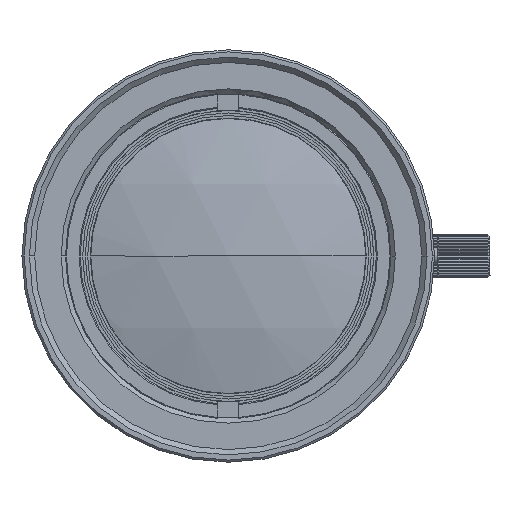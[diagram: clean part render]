
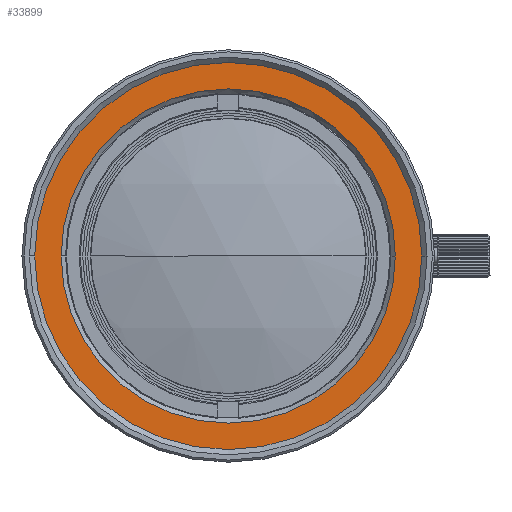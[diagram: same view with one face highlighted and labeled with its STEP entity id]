
A CAD part, left-side view. The second image highlights one B-rep face of the part: STEP entity #33899.
In plain terms, the highlighted planar face has unit normal (-1, 0, 0).
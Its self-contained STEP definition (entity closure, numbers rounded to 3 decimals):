
#2567 = EDGE_LOOP ( 'NONE', ( #55095, #4676 ) ) ;
#4213 = DIRECTION ( 'NONE',  ( 1., 0., 0. ) ) ;
#4676 = ORIENTED_EDGE ( 'NONE', *, *, #76448, .T. ) ;
#5268 = CARTESIAN_POINT ( 'NONE',  ( -29.309, -15.8, 0. ) ) ;
#5381 = AXIS2_PLACEMENT_3D ( 'NONE', #24959, #39849, #83698 ) ;
#5789 = DIRECTION ( 'NONE',  ( 1., 0., 0. ) ) ;
#10065 = AXIS2_PLACEMENT_3D ( 'NONE', #18521, #17116, #26183 ) ;
#12257 = VERTEX_POINT ( 'NONE', #5268 ) ;
#17116 = DIRECTION ( 'NONE',  ( 1., 0., 0. ) ) ;
#18521 = CARTESIAN_POINT ( 'NONE',  ( -29.309, 0., 0. ) ) ;
#19994 = PLANE ( 'NONE',  #67098 ) ;
#20198 = DIRECTION ( 'NONE',  ( 0., 1., 0. ) ) ;
#23681 = EDGE_CURVE ( 'NONE', #12257, #62463, #26979, .T. ) ;
#24959 = CARTESIAN_POINT ( 'NONE',  ( -29.309, 0., 0. ) ) ;
#26183 = DIRECTION ( 'NONE',  ( 0., -1., 0. ) ) ;
#26979 = CIRCLE ( 'NONE', #10065, 15.8 ) ;
#30505 = CARTESIAN_POINT ( 'NONE',  ( -29.309, 18.8, 0. ) ) ;
#30574 = VERTEX_POINT ( 'NONE', #61876 ) ;
#33899 = ADVANCED_FACE ( 'NONE', ( #93173, #92241 ), #19994, .F. ) ;
#35562 = CIRCLE ( 'NONE', #39979, 15.8 ) ;
#37513 = CIRCLE ( 'NONE', #49811, 18.8 ) ;
#39849 = DIRECTION ( 'NONE',  ( 1., 0., 0. ) ) ;
#39979 = AXIS2_PLACEMENT_3D ( 'NONE', #86157, #5789, #20198 ) ;
#43752 = CIRCLE ( 'NONE', #5381, 18.8 ) ;
#44286 = ORIENTED_EDGE ( 'NONE', *, *, #81964, .F. ) ;
#47924 = CARTESIAN_POINT ( 'NONE',  ( -29.309, 0., 0. ) ) ;
#49359 = ORIENTED_EDGE ( 'NONE', *, *, #83610, .F. ) ;
#49811 = AXIS2_PLACEMENT_3D ( 'NONE', #55217, #4213, #61964 ) ;
#55095 = ORIENTED_EDGE ( 'NONE', *, *, #23681, .T. ) ;
#55217 = CARTESIAN_POINT ( 'NONE',  ( -29.309, 0., 0. ) ) ;
#55387 = VERTEX_POINT ( 'NONE', #30505 ) ;
#56574 = DIRECTION ( 'NONE',  ( 0., 1., 0. ) ) ;
#59490 = CARTESIAN_POINT ( 'NONE',  ( -29.309, 15.8, 0. ) ) ;
#61876 = CARTESIAN_POINT ( 'NONE',  ( -29.309, -18.8, 0. ) ) ;
#61964 = DIRECTION ( 'NONE',  ( 0., 1., 0. ) ) ;
#62463 = VERTEX_POINT ( 'NONE', #59490 ) ;
#67098 = AXIS2_PLACEMENT_3D ( 'NONE', #47924, #86420, #56574 ) ;
#71788 = EDGE_LOOP ( 'NONE', ( #44286, #49359 ) ) ;
#76448 = EDGE_CURVE ( 'NONE', #62463, #12257, #35562, .T. ) ;
#81964 = EDGE_CURVE ( 'NONE', #55387, #30574, #37513, .T. ) ;
#83610 = EDGE_CURVE ( 'NONE', #30574, #55387, #43752, .T. ) ;
#83698 = DIRECTION ( 'NONE',  ( 0., -1., 0. ) ) ;
#86157 = CARTESIAN_POINT ( 'NONE',  ( -29.309, 0., 0. ) ) ;
#86420 = DIRECTION ( 'NONE',  ( 1., 0., 0. ) ) ;
#92241 = FACE_BOUND ( 'NONE', #2567, .T. ) ;
#93173 = FACE_OUTER_BOUND ( 'NONE', #71788, .T. ) ;
